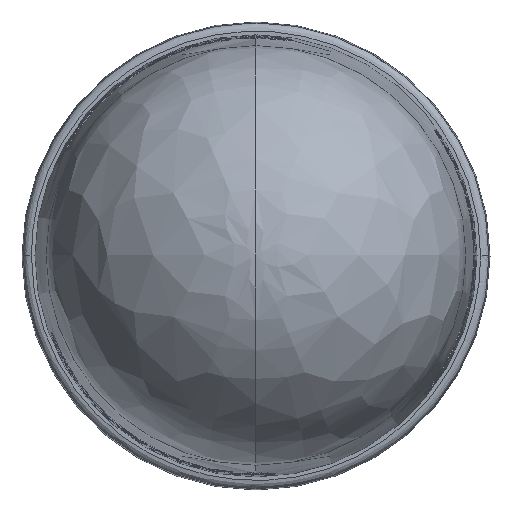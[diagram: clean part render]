
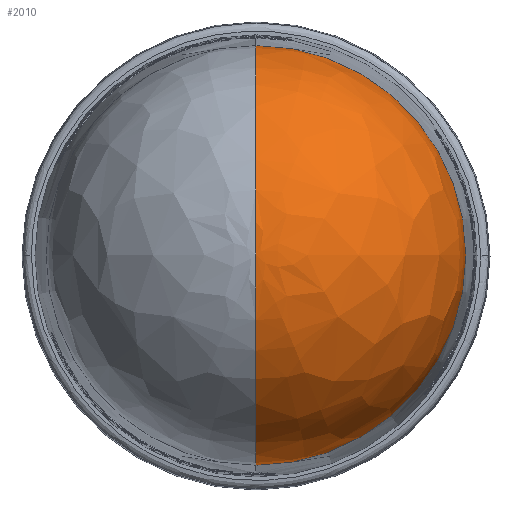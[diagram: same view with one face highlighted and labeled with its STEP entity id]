
A CAD part, top view. The second image highlights one B-rep face of the part: STEP entity #2010.
In plain terms, the highlighted free-form (B-spline) face has degree [3, 3] with [4, 4] control points.
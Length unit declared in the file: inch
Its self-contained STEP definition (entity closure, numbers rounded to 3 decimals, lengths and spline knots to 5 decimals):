
#480 = CARTESIAN_POINT ( 'NONE',  ( 0., -0.5911, 3.20472 ) ) ;
#578 = VERTEX_POINT ( 'NONE', #2692 ) ;
#1390 = CARTESIAN_POINT ( 'NONE',  ( 0., 1.00392, 2.19432 ) ) ;
#2010 = ADVANCED_FACE ( 'NONE', ( #28470 ), #14258, .T. ) ;
#2175 = VERTEX_POINT ( 'NONE', #1390 ) ;
#2692 = CARTESIAN_POINT ( 'NONE',  ( 0., -1.00392, 2.19432 ) ) ;
#2806 = CARTESIAN_POINT ( 'NONE',  ( 0., 0., 3.20472 ) ) ;
#3208 = EDGE_CURVE ( 'NONE', #2175, #18210, #18403, .T. ) ;
#4928 = CARTESIAN_POINT ( 'NONE',  ( 2.00783, -1.00392, 2.19432 ) ) ;
#5014 = CARTESIAN_POINT ( 'NONE',  ( 0., 0., 3.20472 ) ) ;
#6258 = CARTESIAN_POINT ( 'NONE',  ( 0., 0., 2.19432 ) ) ;
#6455 = EDGE_LOOP ( 'NONE', ( #20554, #23678, #27282 ) ) ;
#7090 = CARTESIAN_POINT ( 'NONE',  ( 0., 1.00772, 2.78541 ) ) ;
#8468 = DIRECTION ( 'NONE',  ( 0., -1., 0. ) ) ;
#8498 = DIRECTION ( 'NONE',  ( -1., 0., 0. ) ) ;
#9310 = CARTESIAN_POINT ( 'NONE',  ( 2.01545, -1.00772, 2.78541 ) ) ;
#11493 = CARTESIAN_POINT ( 'NONE',  ( 0., 0.5911, 3.20472 ) ) ;
#11611 = CARTESIAN_POINT ( 'NONE',  ( 0., 0., 2.20079 ) ) ;
#12554 = EDGE_CURVE ( 'NONE', #2175, #578, #26118, .T. ) ;
#13645 = EDGE_CURVE ( 'NONE', #578, #18210, #23644, .T. ) ;
#13698 = CARTESIAN_POINT ( 'NONE',  ( 1.1822, -0.5911, 3.20472 ) ) ;
#13793 = DIRECTION ( 'NONE',  ( 0., 0., -1. ) ) ;
#14171 = AXIS2_PLACEMENT_3D ( 'NONE', #21585, #8498, #23770 ) ;
#14258 =( BOUNDED_SURFACE ( )  B_SPLINE_SURFACE ( 3, 3, ( 
 ( #17824, #17915, #4928, #20161 ),
 ( #7090, #22377, #9310, #24583 ),
 ( #11493, #26826, #13698, #480 ),
 ( #15846, #2806, #18026, #5014 ) ),
 .UNSPECIFIED., .F., .F., .F. ) 
 B_SPLINE_SURFACE_WITH_KNOTS ( ( 4, 4 ),
 ( 4, 4 ),
 ( 0., 1. ),
 ( 0., 1. ),
 .UNSPECIFIED. ) 
 GEOMETRIC_REPRESENTATION_ITEM ( )  RATIONAL_B_SPLINE_SURFACE ( (
 ( 1., 0.333, 0.333, 1.),
 ( 0.803, 0.268, 0.268, 0.803),
 ( 0.803, 0.268, 0.268, 0.803),
 ( 1., 0.333, 0.333, 1.) ) ) 
 REPRESENTATION_ITEM ( '' )  SURFACE ( )  );
#15032 = AXIS2_PLACEMENT_3D ( 'NONE', #11611, #26942, #13793 ) ;
#15846 = CARTESIAN_POINT ( 'NONE',  ( 0., 0., 3.20472 ) ) ;
#17824 = CARTESIAN_POINT ( 'NONE',  ( 0., 1.00392, 2.19432 ) ) ;
#17915 = CARTESIAN_POINT ( 'NONE',  ( 2.00783, 1.00392, 2.19432 ) ) ;
#18026 = CARTESIAN_POINT ( 'NONE',  ( 0., 0., 3.20472 ) ) ;
#18210 = VERTEX_POINT ( 'NONE', #20235 ) ;
#18403 = CIRCLE ( 'NONE', #15032, 1.00394 ) ;
#20161 = CARTESIAN_POINT ( 'NONE',  ( 0., -1.00392, 2.19432 ) ) ;
#20235 = CARTESIAN_POINT ( 'NONE',  ( 0., 0., 3.20472 ) ) ;
#20554 = ORIENTED_EDGE ( 'NONE', *, *, #12554, .F. ) ;
#21563 = DIRECTION ( 'NONE',  ( 0., 0., -1. ) ) ;
#21585 = CARTESIAN_POINT ( 'NONE',  ( 0., 0., 2.20079 ) ) ;
#22377 = CARTESIAN_POINT ( 'NONE',  ( 2.01545, 1.00772, 2.78541 ) ) ;
#22766 = AXIS2_PLACEMENT_3D ( 'NONE', #6258, #21563, #8468 ) ;
#23644 = CIRCLE ( 'NONE', #14171, 1.00394 ) ;
#23678 = ORIENTED_EDGE ( 'NONE', *, *, #3208, .T. ) ;
#23770 = DIRECTION ( 'NONE',  ( 0., 0., -1. ) ) ;
#24583 = CARTESIAN_POINT ( 'NONE',  ( 0., -1.00772, 2.78541 ) ) ;
#26118 = CIRCLE ( 'NONE', #22766, 1.00392 ) ;
#26826 = CARTESIAN_POINT ( 'NONE',  ( 1.1822, 0.5911, 3.20472 ) ) ;
#26942 = DIRECTION ( 'NONE',  ( 1., 0., 0. ) ) ;
#27282 = ORIENTED_EDGE ( 'NONE', *, *, #13645, .F. ) ;
#28470 = FACE_OUTER_BOUND ( 'NONE', #6455, .T. ) ;
